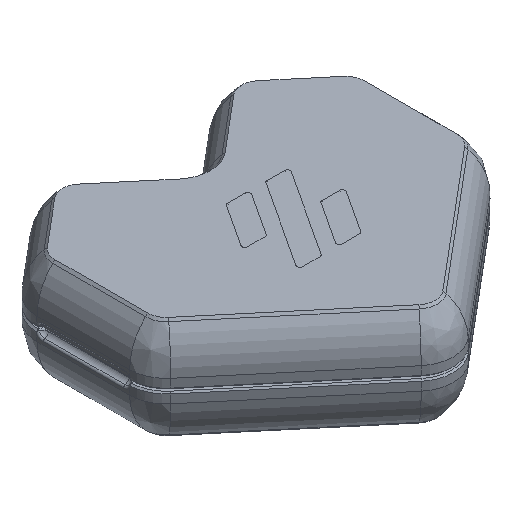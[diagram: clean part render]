
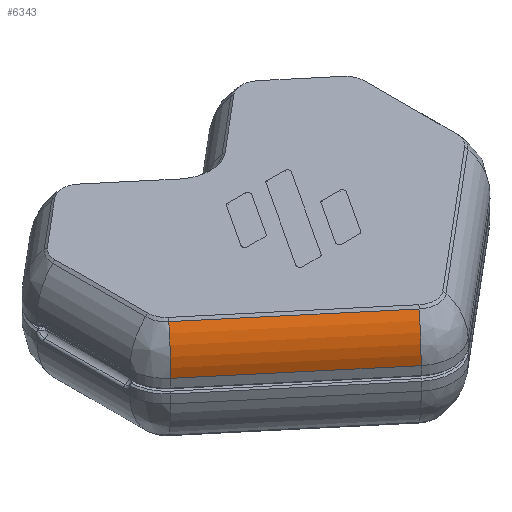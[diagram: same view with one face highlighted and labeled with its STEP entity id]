
A CAD part, isometric view. The second image highlights one B-rep face of the part: STEP entity #6343.
In plain terms, the highlighted cylindrical face has radius 15 mm (diameter 30 mm), a partial arc.
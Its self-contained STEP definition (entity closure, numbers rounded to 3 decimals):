
#120=CYLINDRICAL_SURFACE('',#6990,15.);
#511=CIRCLE('',#6989,15.);
#512=CIRCLE('',#6991,15.);
#997=FACE_OUTER_BOUND('',#1404,.T.);
#1404=EDGE_LOOP('',(#5143,#5144,#5145,#5146));
#1770=LINE('',#10329,#2258);
#1863=LINE('',#10711,#2351);
#2258=VECTOR('',#8095,10.);
#2351=VECTOR('',#8440,10.);
#2783=VERTEX_POINT('',#10323);
#2784=VERTEX_POINT('',#10327);
#2883=VERTEX_POINT('',#10706);
#2884=VERTEX_POINT('',#10710);
#3477=EDGE_CURVE('',#2783,#2784,#1770,.T.);
#3637=EDGE_CURVE('',#2884,#2883,#1863,.T.);
#3668=EDGE_CURVE('',#2784,#2884,#511,.T.);
#3669=EDGE_CURVE('',#2783,#2883,#512,.T.);
#5143=ORIENTED_EDGE('',*,*,#3669,.F.);
#5144=ORIENTED_EDGE('',*,*,#3477,.T.);
#5145=ORIENTED_EDGE('',*,*,#3668,.T.);
#5146=ORIENTED_EDGE('',*,*,#3637,.T.);
#6343=ADVANCED_FACE('',(#997),#120,.T.);
#6989=AXIS2_PLACEMENT_3D('',#10803,#8514,#8515);
#6990=AXIS2_PLACEMENT_3D('',#10804,#8516,#8517);
#6991=AXIS2_PLACEMENT_3D('',#10805,#8518,#8519);
#8095=DIRECTION('',(-0.766,-0.643,0.));
#8440=DIRECTION('',(0.766,0.643,0.));
#8514=DIRECTION('center_axis',(0.766,0.643,0.));
#8515=DIRECTION('ref_axis',(0.643,-0.766,0.));
#8516=DIRECTION('center_axis',(-0.766,-0.643,0.));
#8517=DIRECTION('ref_axis',(0.594,-0.708,-0.383));
#8518=DIRECTION('center_axis',(0.766,0.643,0.));
#8519=DIRECTION('ref_axis',(0.643,-0.766,0.));
#10323=CARTESIAN_POINT('',(44.556,-10.263,11.213));
#10327=CARTESIAN_POINT('',(6.556,-42.149,11.213));
#10329=CARTESIAN_POINT('',(4.998,-43.456,11.213));
#10706=CARTESIAN_POINT('',(41.732,-6.897,0.607));
#10710=CARTESIAN_POINT('',(3.732,-38.783,0.607));
#10711=CARTESIAN_POINT('',(2.174,-40.091,0.607));
#10803=CARTESIAN_POINT('Origin',(-3.085,-30.658,11.213));
#10804=CARTESIAN_POINT('Origin',(-4.644,-31.966,11.213));
#10805=CARTESIAN_POINT('Origin',(34.915,1.228,11.213));
